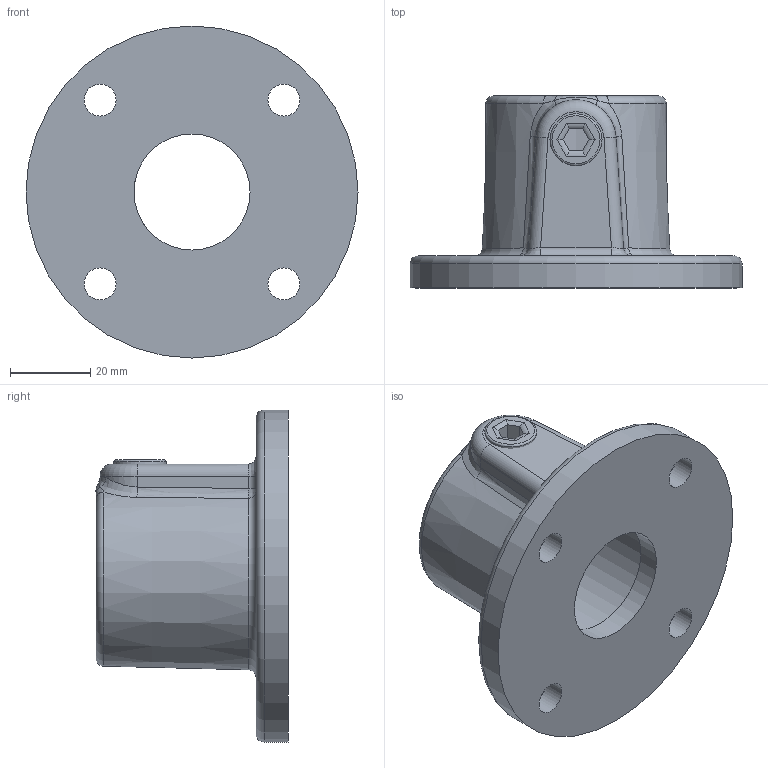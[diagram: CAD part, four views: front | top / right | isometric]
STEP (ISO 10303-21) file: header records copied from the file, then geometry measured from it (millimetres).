
FILE_DESCRIPTION (( 'STEP AP203' ), '1' );
FILE_NAME ('131-B34.STEP', '2023-06-22T11:10:16', ( '' ), ( '' ), 'SwSTEP 2.0', 'SolidWorks 2018', '' );
FILE_SCHEMA (( 'CONFIG_CONTROL_DESIGN' ));
Length unit declared in the file: millimetre
Products named in the file (3): 131-B34 Teil1_131-B34 Teil1; 131-B34 Teil2_131-B34 Teil2; 131-B34
Assembly tree (2 placements, depth 2):
  131-B34
    131-B34 Teil1_131-B34 Teil1
    131-B34 Teil2_131-B34 Teil2
Bounding box: 83 x 48 x 83 mm (x, y, z)
Volume: 67641.5 mm3; surface area: 23628.4 mm2
Topology: 2 solids, 2 shells, 313 faces, 823 edges, 537 vertices
Faces by surface type: plane 135, bspline 117, cylinder 49, torus 7, cone 5
Full cylindrical faces by diameter (mm): 8 x4, 11.8 x1, 13 x1, 29 x1, 35 x1, 83 x1
Entity records: 14235 total; most frequent: CARTESIAN_POINT 7026, ORIENTED_EDGE 1604, DIRECTION 1105, EDGE_CURVE 802, VERTEX_POINT 534, LINE 381, VECTOR 381, EDGE_LOOP 368
